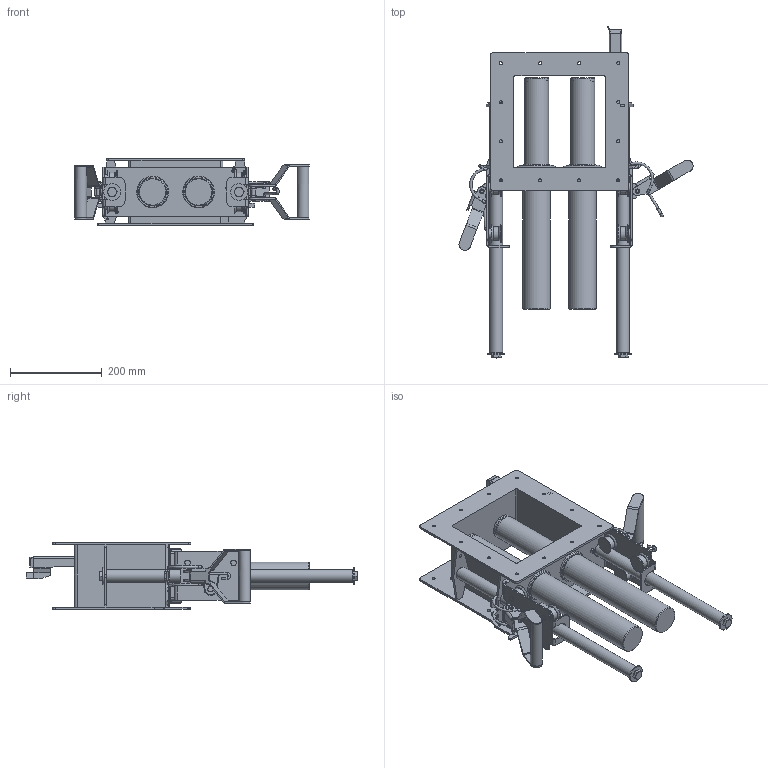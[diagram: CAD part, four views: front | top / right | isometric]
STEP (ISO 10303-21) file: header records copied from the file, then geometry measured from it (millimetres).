
FILE_DESCRIPTION(/* description */ (''),/* implementation_level */ '2;1');
FILE_NAME(/* name */ 'E0063099 C.stp',/* time_stamp */ '2018-06-29T11:46:17+02:00',/* author */ ('cr'),/* organization */ (''),/* preprocessor_version */ 'ST-DEVELOPER v16.5',/* originating_system */ 'Autodesk Inventor 2017',/* authorisation */ '');
FILE_SCHEMA (('AUTOMOTIVE_DESIGN { 1 0 10303 214 3 1 1 }'));
Products named in the file (1): Part2
Bounding box: 508.84 x 721.81 x 145.01 mm (x, y, z)
Volume: 2909018.4 mm3; surface area: 1503601.3 mm2
Topology: 3 solids, 38 shells, 1863 faces, 4512 edges, 2872 vertices
Faces by surface type: plane 849, cylinder 643, cone 188, torus 166, bspline 17
Full cylindrical faces by diameter (mm): 1.5 x32, 2.4 x2, 2.5 x8, 3 x4, 4 x1, 4.134 x3, 5 x18, 5.5 x6, 6 x15, 6.2 x4, 6.5 x1, 6.647 x24, 6.7 x2, 7 x6, 7.4 x2, 7.5 x3, 8 x5, 8.045 x4, 8.2 x4, 8.4 x3, 8.5 x2, 8.566 x7, 9 x2, 9.5 x4, 9.728 x2, 10 x9, 10.106 x4, 11.053 x4, 11.8 x4, 12 x12
Entity records: 56062 total; most frequent: CARTESIAN_POINT 13460, DIRECTION 8574, ORIENTED_EDGE 7342, EDGE_CURVE 3668, AXIS2_PLACEMENT_3D 3387, EDGE_LOOP 2902, VERTEX_POINT 2653, FACE_OUTER_BOUND 1860
